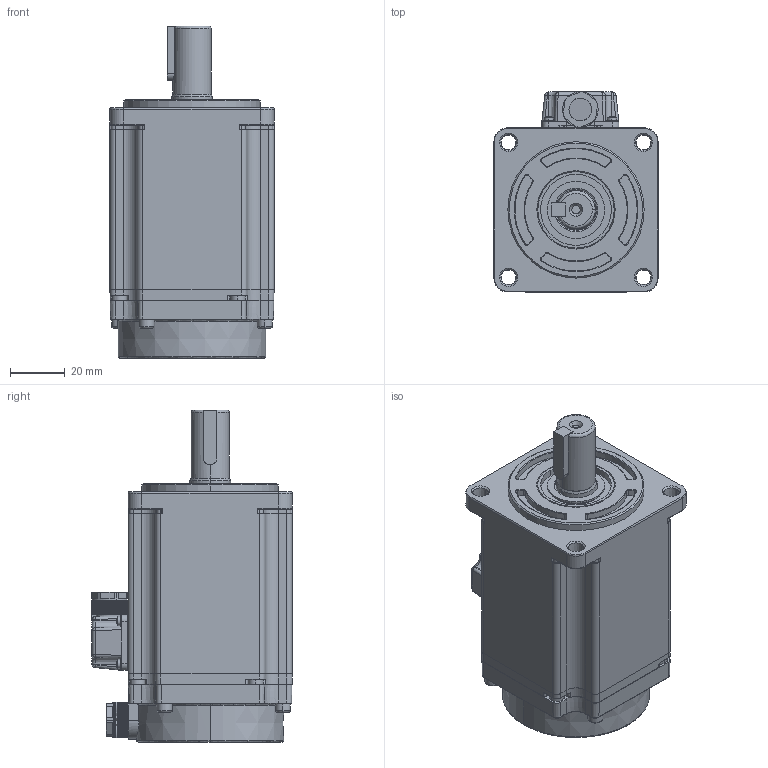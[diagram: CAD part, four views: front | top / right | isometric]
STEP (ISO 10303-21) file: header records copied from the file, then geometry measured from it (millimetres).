
FILE_DESCRIPTION (( 'STEP AP203' ), '1' );
FILE_NAME ('G3系列60ST-400W标准电机三维图.STEP', '2020-11-02T11:21:42', ( '微软用户' ), ( '微软中国' ), 'SwSTEP 2.0', 'SolidWorks 2016', '' );
FILE_SCHEMA (( 'CONFIG_CONTROL_DESIGN' ));
Products named in the file (1): G3系列60ST-400W标准电机三维图
Bounding box: 60.2 x 73.5 x 121.8 mm (x, y, z)
Volume: 116165.2 mm3; surface area: 78105.8 mm2
Topology: 21 solids, 21 shells, 2945 faces, 7159 edges, 4351 vertices
Faces by surface type: plane 1610, cylinder 535, cone 513, bspline 171, torus 100, sphere 16
Entity records: 89641 total; most frequent: CARTESIAN_POINT 20857, DIRECTION 14564, ORIENTED_EDGE 14286, EDGE_CURVE 7143, AXIS2_PLACEMENT_3D 5205, VERTEX_POINT 4351, LINE 4154, VECTOR 4154
